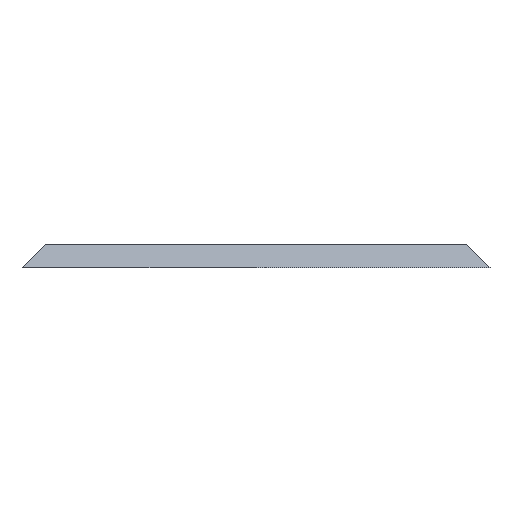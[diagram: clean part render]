
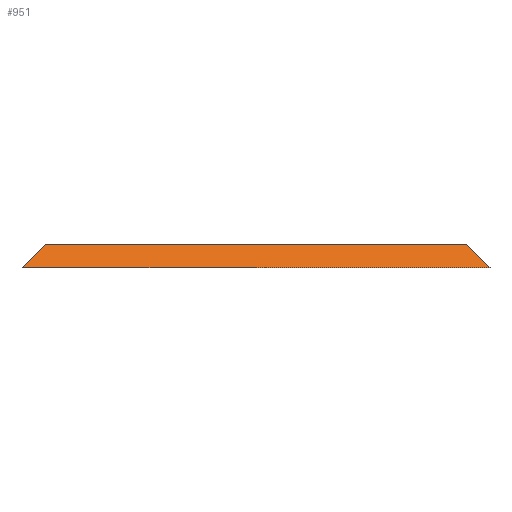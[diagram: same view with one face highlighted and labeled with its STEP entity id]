
A CAD part, front view. The second image highlights one B-rep face of the part: STEP entity #951.
In plain terms, the highlighted planar face has unit normal (0, -0.707, 0.707).
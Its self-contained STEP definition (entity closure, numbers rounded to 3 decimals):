
#159=FACE_OUTER_BOUND('',#220,.T.);
#220=EDGE_LOOP('',(#809,#810,#811,#812));
#309=LINE('',#1615,#389);
#310=LINE('',#1617,#390);
#311=LINE('',#1619,#391);
#312=LINE('',#1620,#392);
#389=VECTOR('',#1346,10.);
#390=VECTOR('',#1347,10.);
#391=VECTOR('',#1348,10.);
#392=VECTOR('',#1349,10.);
#477=VERTEX_POINT('',#1613);
#478=VERTEX_POINT('',#1614);
#479=VERTEX_POINT('',#1616);
#480=VERTEX_POINT('',#1618);
#601=EDGE_CURVE('',#477,#478,#309,.T.);
#602=EDGE_CURVE('',#478,#479,#310,.T.);
#603=EDGE_CURVE('',#480,#479,#311,.T.);
#604=EDGE_CURVE('',#477,#480,#312,.T.);
#809=ORIENTED_EDGE('',*,*,#601,.T.);
#810=ORIENTED_EDGE('',*,*,#602,.T.);
#811=ORIENTED_EDGE('',*,*,#603,.F.);
#812=ORIENTED_EDGE('',*,*,#604,.F.);
#894=PLANE('',#1070);
#951=ADVANCED_FACE('',(#159),#894,.T.);
#1070=AXIS2_PLACEMENT_3D('',#1612,#1344,#1345);
#1344=DIRECTION('center_axis',(0.,-0.707,0.707));
#1345=DIRECTION('ref_axis',(1.,0.,0.));
#1346=DIRECTION('',(-1.,0.,0.));
#1347=DIRECTION('',(-0.577,-0.577,-0.577));
#1348=DIRECTION('',(-1.,0.,0.));
#1349=DIRECTION('',(0.577,-0.577,-0.577));
#1612=CARTESIAN_POINT('Origin',(-15.,-52.613,36.));
#1613=CARTESIAN_POINT('',(13.,-51.613,37.));
#1614=CARTESIAN_POINT('',(-23.,-51.613,37.));
#1615=CARTESIAN_POINT('',(-15.,-51.613,37.));
#1616=CARTESIAN_POINT('',(-25.,-53.613,35.));
#1617=CARTESIAN_POINT('',(-23.,-51.613,37.));
#1618=CARTESIAN_POINT('',(15.,-53.613,35.));
#1619=CARTESIAN_POINT('',(15.,-53.613,35.));
#1620=CARTESIAN_POINT('',(13.,-51.613,37.));
